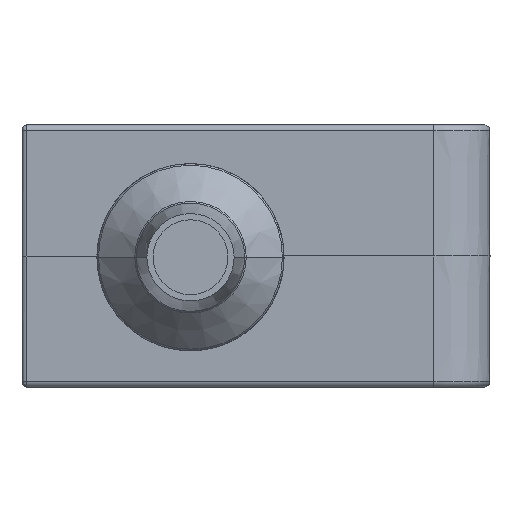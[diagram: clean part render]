
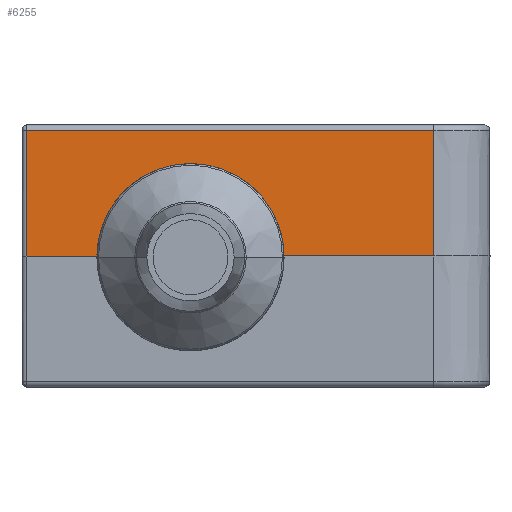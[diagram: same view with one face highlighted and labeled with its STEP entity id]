
A CAD part, front view. The second image highlights one B-rep face of the part: STEP entity #6255.
In plain terms, the highlighted planar face has unit normal (0, -1, 0.002).
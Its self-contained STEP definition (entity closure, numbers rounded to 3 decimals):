
#68=DIRECTION('',(0.,0.002,1.));
#69=VECTOR('',#68,6.701);
#70=CARTESIAN_POINT('',(-15.76,-0.549,
0.064));
#71=LINE('',#70,#69);
#77=CARTESIAN_POINT('',(-15.76,-0.549,
0.064));
#1818=CARTESIAN_POINT('',(-2.,-0.549,
0.065));
#1820=DIRECTION('',(-1.,0.,0.));
#1821=VECTOR('',#1820,8.);
#1822=CARTESIAN_POINT('',(6.,-0.549,
0.064));
#1823=LINE('',#1822,#1821);
#1828=DIRECTION('',(-1.,0.,0.));
#1829=VECTOR('',#1828,3.76);
#1830=CARTESIAN_POINT('',(-12.,-0.549,
0.064));
#1831=LINE('',#1830,#1829);
#1832=CARTESIAN_POINT('',(-12.,-0.549,
0.064));
#1893=CARTESIAN_POINT('',(-2.,-0.549,
0.065));
#1894=CARTESIAN_POINT('',(-2.004,-0.548,
0.373));
#1895=CARTESIAN_POINT('',(-2.068,-0.547,
0.978));
#1896=CARTESIAN_POINT('',(-2.33,-0.546,
1.863));
#1897=CARTESIAN_POINT('',(-2.747,-0.544,
2.682));
#1898=CARTESIAN_POINT('',(-3.307,-0.543,
3.413));
#1899=CARTESIAN_POINT('',(-3.991,-0.542,
4.029));
#1900=CARTESIAN_POINT('',(-4.776,-0.541,
4.509));
#1901=CARTESIAN_POINT('',(-5.635,-0.541,
4.839));
#1902=CARTESIAN_POINT('',(-6.54,-0.54,
5.007));
#1903=CARTESIAN_POINT('',(-7.46,-0.54,
5.007));
#1904=CARTESIAN_POINT('',(-8.365,-0.541,
4.839));
#1905=CARTESIAN_POINT('',(-9.225,-0.541,
4.509));
#1906=CARTESIAN_POINT('',(-10.009,-0.542,
4.028));
#1907=CARTESIAN_POINT('',(-10.693,-0.543,
3.412));
#1908=CARTESIAN_POINT('',(-11.253,-0.544,
2.682));
#1909=CARTESIAN_POINT('',(-11.671,-0.546,
1.862));
#1910=CARTESIAN_POINT('',(-11.932,-0.547,
0.977));
#1911=CARTESIAN_POINT('',(-11.996,-0.548,
0.373));
#1912=CARTESIAN_POINT('',(-12.,-0.549,
0.064));
#1923=DIRECTION('',(1.,0.,0.));
#1924=VECTOR('',#1923,21.76);
#1925=CARTESIAN_POINT('',(-15.76,-0.537,
6.765));
#1926=LINE('',#1925,#1924);
#2347=DIRECTION('',(0.,-0.002,-1.));
#2348=VECTOR('',#2347,6.701);
#2349=CARTESIAN_POINT('',(6.,-0.537,
6.765));
#2350=LINE('',#2349,#2348);
#2632=CARTESIAN_POINT('',(6.,-0.549,
0.064));
#2633=VERTEX_POINT('',#2632);
#2634=CARTESIAN_POINT('',(6.,-0.537,
6.765));
#2636=VERTEX_POINT('',#2634);
#2703=CARTESIAN_POINT('',(-15.76,-0.537,
6.765));
#2704=VERTEX_POINT('',#2703);
#2811=VERTEX_POINT('',#77);
#2862=VERTEX_POINT('',#1818);
#2863=VERTEX_POINT('',#1832);
#6240=CARTESIAN_POINT('',(-4.88,-0.543,
3.414));
#6241=DIRECTION('',(0.,1.,-0.002));
#6242=DIRECTION('',(1.,0.,0.));
#6243=AXIS2_PLACEMENT_3D('',#6240,#6241,#6242);
#6244=PLANE('',#6243);
#6245=ORIENTED_EDGE('',*,*,#6233,.T.);
#6246=ORIENTED_EDGE('',*,*,#6146,.T.);
#6247=ORIENTED_EDGE('',*,*,#3060,.T.);
#6249=ORIENTED_EDGE('',*,*,#6248,.T.);
#6251=ORIENTED_EDGE('',*,*,#6250,.T.);
#6252=ORIENTED_EDGE('',*,*,#6140,.T.);
#6253=EDGE_LOOP('',(#6245,#6246,#6247,#6249,#6251,#6252));
#6254=FACE_OUTER_BOUND('',#6253,.F.);
#6255=ADVANCED_FACE('',(#6254),#6244,.F.);
#1913=B_SPLINE_CURVE_WITH_KNOTS('',3,(#1893,#1894,#1895,#1896,#1897,#1898,#1899,
#1900,#1901,#1902,#1903,#1904,#1905,#1906,#1907,#1908,#1909,#1910,#1911,#1912),
.UNSPECIFIED.,.F.,.F.,(4,1,1,1,1,1,1,1,1,1,1,1,1,1,1,1,1,4),(0.,
0.059,0.118,0.176,0.235,
0.294,0.353,0.412,0.471,
0.529,0.588,0.647,0.706,
0.765,0.824,0.882,0.941,1.),
.UNSPECIFIED.);
#3060=EDGE_CURVE('',#2811,#2704,#71,.T.);
#6140=EDGE_CURVE('',#2633,#2862,#1823,.T.);
#6146=EDGE_CURVE('',#2863,#2811,#1831,.T.);
#6233=EDGE_CURVE('',#2862,#2863,#1913,.T.);
#6248=EDGE_CURVE('',#2704,#2636,#1926,.T.);
#6250=EDGE_CURVE('',#2636,#2633,#2350,.T.);
